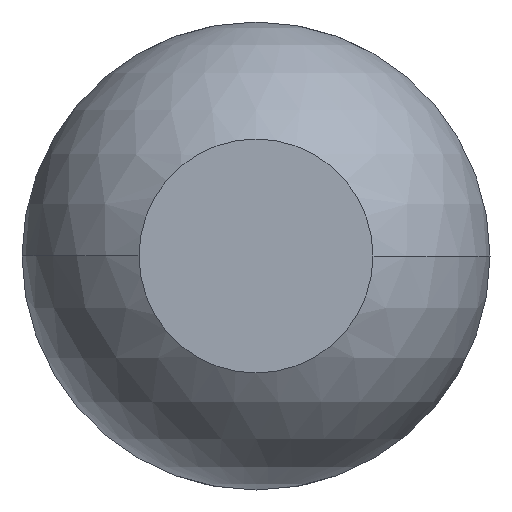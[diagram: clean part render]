
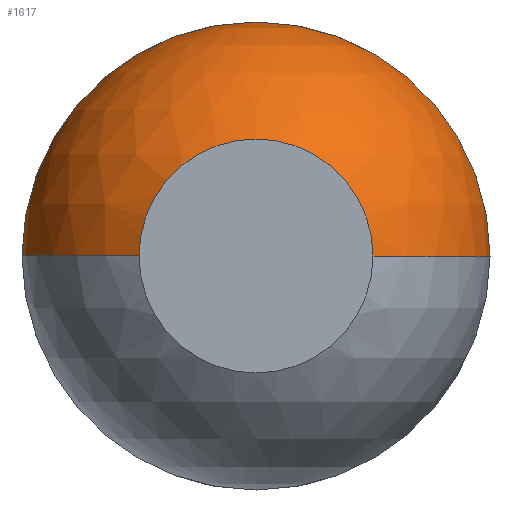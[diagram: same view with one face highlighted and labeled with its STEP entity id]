
A CAD part, front view. The second image highlights one B-rep face of the part: STEP entity #1617.
In plain terms, the highlighted spherical face has radius 0.5 mm.
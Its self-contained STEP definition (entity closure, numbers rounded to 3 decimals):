
#4 = CARTESIAN_POINT ( 'NONE',  ( 0.5, 0.433, 0. ) ) ;
#149 = DIRECTION ( 'NONE',  ( 0., 0., -1. ) ) ;
#178 = CARTESIAN_POINT ( 'NONE',  ( 0., 0., 0. ) ) ;
#179 = SPHERICAL_SURFACE ( 'NONE', #4215, 0.5 ) ;
#182 = AXIS2_PLACEMENT_3D ( 'NONE', #178, #3610, #3969 ) ;
#184 = DIRECTION ( 'NONE',  ( 0., 0., 1. ) ) ;
#370 = DIRECTION ( 'NONE',  ( 0., -1., 0. ) ) ;
#417 = CARTESIAN_POINT ( 'NONE',  ( 0., 0., 0. ) ) ;
#481 = ORIENTED_EDGE ( 'NONE', *, *, #844, .T. ) ;
#518 = DIRECTION ( 'NONE',  ( 1., 0., 0. ) ) ;
#534 = CARTESIAN_POINT ( 'NONE',  ( 0., 0., 0.25 ) ) ;
#537 = VERTEX_POINT ( 'NONE', #1318 ) ;
#610 = ORIENTED_EDGE ( 'NONE', *, *, #1382, .T. ) ;
#684 = VERTEX_POINT ( 'NONE', #3385 ) ;
#831 = CARTESIAN_POINT ( 'NONE',  ( 0., 0.433, 0. ) ) ;
#844 = EDGE_CURVE ( 'Defeature ausgef�hrt2_2+Defeature ausgef�hrt2_1+Defeature ausgef�hrt2_1+Defeature ausgef�hrt2_1', #684, #3470, #4419, .T. ) ;
#889 = ORIENTED_EDGE ( 'NONE', *, *, #2928, .F. ) ;
#970 = CIRCLE ( 'NONE', #3751, 0.25 ) ;
#1002 = VERTEX_POINT ( 'NONE', #4 ) ;
#1103 = EDGE_CURVE ( 'Defeature ausgef�hrt2_10+Defeature ausgef�hrt2_2+Defeature ausgef�hrt2_2+Defeature ausgef�hrt2_2', #1885, #537, #970, .T. ) ;
#1137 = DIRECTION ( 'NONE',  ( -1., 0., 0. ) ) ;
#1318 = CARTESIAN_POINT ( 'NONE',  ( -0.25, 0., 0. ) ) ;
#1382 = EDGE_CURVE ( 'NONE', #3470, #537, #1726, .T. ) ;
#1422 = DIRECTION ( 'NONE',  ( 0., 0., -1. ) ) ;
#1507 = DIRECTION ( 'NONE',  ( 0., -1., 0. ) ) ;
#1617 = ADVANCED_FACE ( 'Defeature ausgef�hrt2_2', ( #1863 ), #179, .T. ) ;
#1618 = CIRCLE ( 'NONE', #182, 0.25 ) ;
#1726 = CIRCLE ( 'NONE', #3837, 0.5 ) ;
#1863 = FACE_OUTER_BOUND ( 'NONE', #3978, .T. ) ;
#1885 = VERTEX_POINT ( 'NONE', #534 ) ;
#1973 = ORIENTED_EDGE ( 'NONE', *, *, #4255, .F. ) ;
#2252 = CARTESIAN_POINT ( 'NONE',  ( 0., 0.433, 0. ) ) ;
#2282 = EDGE_CURVE ( 'Defeature ausgef�hrt2_2+Defeature ausgef�hrt2_1+Defeature ausgef�hrt2_1+Defeature ausgef�hrt2_1', #1002, #684, #4103, .T. ) ;
#2409 = DIRECTION ( 'NONE',  ( 0., 0., 1. ) ) ;
#2572 = AXIS2_PLACEMENT_3D ( 'NONE', #2849, #3596, #1137 ) ;
#2646 = ORIENTED_EDGE ( 'NONE', *, *, #1103, .F. ) ;
#2661 = AXIS2_PLACEMENT_3D ( 'NONE', #831, #1507, #149 ) ;
#2783 = DIRECTION ( 'NONE',  ( 1., 0., 0. ) ) ;
#2849 = CARTESIAN_POINT ( 'NONE',  ( 0., 0.433, 0. ) ) ;
#2886 = DIRECTION ( 'NONE',  ( 0., 0., -1. ) ) ;
#2928 = EDGE_CURVE ( 'NONE', #1002, #4043, #3945, .T. ) ;
#2978 = AXIS2_PLACEMENT_3D ( 'NONE', #3914, #3941, #2886 ) ;
#3112 = CARTESIAN_POINT ( 'NONE',  ( -0.5, 0.433, 0. ) ) ;
#3304 = ORIENTED_EDGE ( 'NONE', *, *, #2282, .T. ) ;
#3385 = CARTESIAN_POINT ( 'NONE',  ( 0., 0.433, 0.5 ) ) ;
#3470 = VERTEX_POINT ( 'NONE', #3112 ) ;
#3596 = DIRECTION ( 'NONE',  ( 0., 0., -1. ) ) ;
#3610 = DIRECTION ( 'NONE',  ( 0., -1., 0. ) ) ;
#3697 = CARTESIAN_POINT ( 'NONE',  ( 0., 0.433, 0. ) ) ;
#3751 = AXIS2_PLACEMENT_3D ( 'NONE', #417, #370, #1422 ) ;
#3790 = CARTESIAN_POINT ( 'NONE',  ( 0.25, 0., 0. ) ) ;
#3837 = AXIS2_PLACEMENT_3D ( 'NONE', #2252, #184, #518 ) ;
#3914 = CARTESIAN_POINT ( 'NONE',  ( 0., 0.433, 0. ) ) ;
#3941 = DIRECTION ( 'NONE',  ( 0., -1., 0. ) ) ;
#3945 = CIRCLE ( 'NONE', #2572, 0.5 ) ;
#3969 = DIRECTION ( 'NONE',  ( 0., 0., -1. ) ) ;
#3978 = EDGE_LOOP ( 'NONE', ( #481, #610, #2646, #1973, #889, #3304 ) ) ;
#4043 = VERTEX_POINT ( 'NONE', #3790 ) ;
#4103 = CIRCLE ( 'NONE', #2978, 0.5 ) ;
#4215 = AXIS2_PLACEMENT_3D ( 'NONE', #3697, #2409, #2783 ) ;
#4255 = EDGE_CURVE ( 'Defeature ausgef�hrt2_10+Defeature ausgef�hrt2_2+Defeature ausgef�hrt2_2+Defeature ausgef�hrt2_2', #4043, #1885, #1618, .T. ) ;
#4419 = CIRCLE ( 'NONE', #2661, 0.5 ) ;
